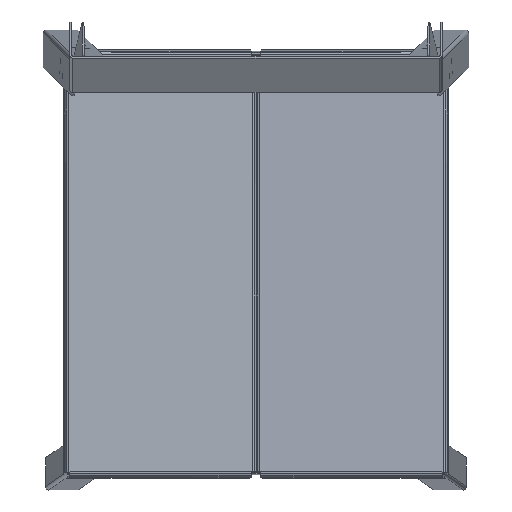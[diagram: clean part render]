
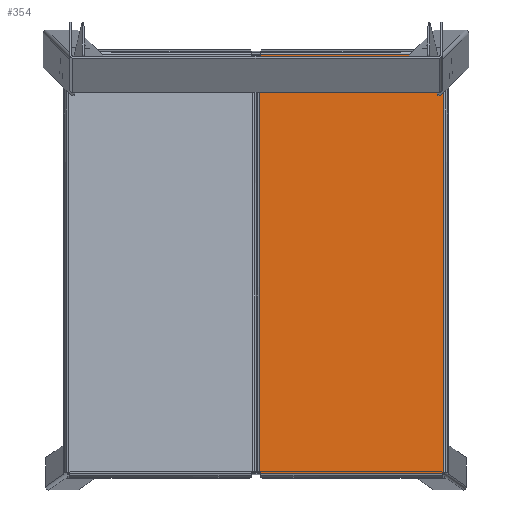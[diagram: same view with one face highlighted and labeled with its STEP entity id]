
A CAD part, top view. The second image highlights one B-rep face of the part: STEP entity #354.
In plain terms, the highlighted planar face has unit normal (-0.026, 0.052, 0.998).
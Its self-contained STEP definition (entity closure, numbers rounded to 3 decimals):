
#354=ADVANCED_FACE('',(#661),#4851,.T.);
#661=FACE_OUTER_BOUND('',#1048,.T.);
#1048=EDGE_LOOP('',(#2151,#2152,#2153,#2154,#2155,#2156,#2157,#2158));
#2151=ORIENTED_EDGE('',*,*,#3195,.F.);
#2152=ORIENTED_EDGE('',*,*,#3184,.F.);
#2153=ORIENTED_EDGE('',*,*,#3196,.F.);
#2154=ORIENTED_EDGE('',*,*,#3113,.F.);
#2155=ORIENTED_EDGE('',*,*,#3193,.F.);
#2156=ORIENTED_EDGE('',*,*,#3162,.F.);
#2157=ORIENTED_EDGE('',*,*,#3194,.F.);
#2158=ORIENTED_EDGE('',*,*,#3142,.F.);
#3113=EDGE_CURVE('',#4479,#4480,#4101,.T.);
#3142=EDGE_CURVE('',#4497,#4498,#4108,.T.);
#3162=EDGE_CURVE('',#4509,#4510,#4115,.T.);
#3184=EDGE_CURVE('',#4521,#4522,#4123,.T.);
#3193=EDGE_CURVE('',#4510,#4479,#3756,.T.);
#3194=EDGE_CURVE('',#4498,#4509,#3757,.T.);
#3195=EDGE_CURVE('',#4522,#4497,#3758,.T.);
#3196=EDGE_CURVE('',#4480,#4521,#3759,.T.);
#3756=B_SPLINE_CURVE_WITH_KNOTS('',3,(#9818,#9819,#9820,#9821,#9822,#9823,
#9824,#9825,#9826,#9827),.UNSPECIFIED.,.F.,.F.,(4,2,2,2,4),(1847.064,
1847.155,1848.284,1849.414,1849.751),
 .UNSPECIFIED.);
#3757=B_SPLINE_CURVE_WITH_KNOTS('',3,(#9828,#9829,#9830,#9831,#9832,#9833,
#9834,#9835),.UNSPECIFIED.,.F.,.F.,(4,2,2,4),(1372.722,1373.797,
1374.926,1375.017),.UNSPECIFIED.);
#3758=B_SPLINE_CURVE_WITH_KNOTS('',3,(#9836,#9837,#9838,#9839,#9840,#9841),
 .UNSPECIFIED.,.F.,.F.,(4,2,4),(1162.156,1162.991,1163.704),
 .UNSPECIFIED.);
#3759=B_SPLINE_CURVE_WITH_KNOTS('',3,(#9842,#9843,#9844,#9845,#9846,#9847,
#9848,#9849,#9850,#9851),.UNSPECIFIED.,.F.,.F.,(4,2,2,2,4),(688.248,
688.583,689.712,690.842,690.932),
 .UNSPECIFIED.);
#4101=(
BOUNDED_CURVE()
B_SPLINE_CURVE(1,(#9528,#9529),.UNSPECIFIED.,.F.,.F.)
B_SPLINE_CURVE_WITH_KNOTS((2,2),(-0.002,202.585),
 .UNSPECIFIED.)
CURVE()
GEOMETRIC_REPRESENTATION_ITEM()
RATIONAL_B_SPLINE_CURVE((1.,1.))
REPRESENTATION_ITEM('')
);
#4108=(
BOUNDED_CURVE()
B_SPLINE_CURVE(1,(#9620,#9621),.UNSPECIFIED.,.F.,.F.)
B_SPLINE_CURVE_WITH_KNOTS((2,2),(-0.029,202.857),
 .UNSPECIFIED.)
CURVE()
GEOMETRIC_REPRESENTATION_ITEM()
RATIONAL_B_SPLINE_CURVE((1.,1.))
REPRESENTATION_ITEM('')
);
#4115=(
BOUNDED_CURVE()
B_SPLINE_CURVE(1,(#9696,#9697),.UNSPECIFIED.,.F.,.F.)
B_SPLINE_CURVE_WITH_KNOTS((2,2),(-0.009,465.545),
 .UNSPECIFIED.)
CURVE()
GEOMETRIC_REPRESENTATION_ITEM()
RATIONAL_B_SPLINE_CURVE((1.,1.))
REPRESENTATION_ITEM('')
);
#4123=(
BOUNDED_CURVE()
B_SPLINE_CURVE(1,(#9788,#9789),.UNSPECIFIED.,.F.,.F.)
B_SPLINE_CURVE_WITH_KNOTS((2,2),(-0.017,465.32),
 .UNSPECIFIED.)
CURVE()
GEOMETRIC_REPRESENTATION_ITEM()
RATIONAL_B_SPLINE_CURVE((1.,1.))
REPRESENTATION_ITEM('')
);
#4479=VERTEX_POINT('',#9420);
#4480=VERTEX_POINT('',#9421);
#4497=VERTEX_POINT('',#9438);
#4498=VERTEX_POINT('',#9439);
#4509=VERTEX_POINT('',#9450);
#4510=VERTEX_POINT('',#9451);
#4521=VERTEX_POINT('',#9462);
#4522=VERTEX_POINT('',#9463);
#4851=PLANE('',#5236);
#5236=AXIS2_PLACEMENT_3D('',#9296,#5460,$);
#5460=DIRECTION('',(-0.026,0.052,0.998));
#9296=CARTESIAN_POINT('',(-1702.13,-39.883,449.644));
#9420=CARTESIAN_POINT('',(-1694.746,437.058,424.842));
#9421=CARTESIAN_POINT('',(-1492.23,436.778,430.182));
#9438=CARTESIAN_POINT('',(-1491.954,-31.11,454.711));
#9439=CARTESIAN_POINT('',(-1694.77,-31.295,449.387));
#9450=CARTESIAN_POINT('',(-1696.426,-29.79,449.265));
#9451=CARTESIAN_POINT('',(-1696.426,435.125,424.899));
#9462=CARTESIAN_POINT('',(-1490.56,434.842,430.328));
#9463=CARTESIAN_POINT('',(-1490.561,-29.857,454.682));
#9528=CARTESIAN_POINT('',(-1694.746,437.058,424.842));
#9529=CARTESIAN_POINT('',(-1492.23,436.778,430.182));
#9620=CARTESIAN_POINT('',(-1491.954,-31.11,454.711));
#9621=CARTESIAN_POINT('',(-1694.77,-31.295,449.387));
#9696=CARTESIAN_POINT('',(-1696.426,-29.79,449.265));
#9697=CARTESIAN_POINT('',(-1696.426,435.125,424.899));
#9788=CARTESIAN_POINT('',(-1490.56,434.842,430.328));
#9789=CARTESIAN_POINT('',(-1490.561,-29.857,454.682));
#9818=CARTESIAN_POINT('',(-1696.426,435.125,424.899));
#9819=CARTESIAN_POINT('',(-1696.393,435.126,424.9));
#9820=CARTESIAN_POINT('',(-1696.36,435.128,424.901));
#9821=CARTESIAN_POINT('',(-1695.912,435.162,424.911));
#9822=CARTESIAN_POINT('',(-1695.526,435.274,424.915));
#9823=CARTESIAN_POINT('',(-1694.907,435.889,424.899));
#9824=CARTESIAN_POINT('',(-1694.793,436.275,424.882));
#9825=CARTESIAN_POINT('',(-1694.75,436.812,424.855));
#9826=CARTESIAN_POINT('',(-1694.747,436.935,424.849));
#9827=CARTESIAN_POINT('',(-1694.746,437.058,424.842));
#9828=CARTESIAN_POINT('',(-1694.77,-31.295,449.387));
#9829=CARTESIAN_POINT('',(-1694.808,-30.904,449.366));
#9830=CARTESIAN_POINT('',(-1694.925,-30.541,449.343));
#9831=CARTESIAN_POINT('',(-1695.526,-29.94,449.296));
#9832=CARTESIAN_POINT('',(-1695.913,-29.827,449.28));
#9833=CARTESIAN_POINT('',(-1696.36,-29.794,449.267));
#9834=CARTESIAN_POINT('',(-1696.393,-29.792,449.266));
#9835=CARTESIAN_POINT('',(-1696.426,-29.79,449.265));
#9836=CARTESIAN_POINT('',(-1490.561,-29.857,454.682));
#9837=CARTESIAN_POINT('',(-1490.932,-29.887,454.673));
#9838=CARTESIAN_POINT('',(-1491.281,-29.99,454.67));
#9839=CARTESIAN_POINT('',(-1491.8,-30.509,454.683));
#9840=CARTESIAN_POINT('',(-1491.909,-30.799,454.696));
#9841=CARTESIAN_POINT('',(-1491.954,-31.11,454.711));
#9842=CARTESIAN_POINT('',(-1492.23,436.778,430.182));
#9843=CARTESIAN_POINT('',(-1492.229,436.655,430.189));
#9844=CARTESIAN_POINT('',(-1492.226,436.533,430.195));
#9845=CARTESIAN_POINT('',(-1492.187,435.997,430.225));
#9846=CARTESIAN_POINT('',(-1492.075,435.611,430.248));
#9847=CARTESIAN_POINT('',(-1491.459,434.994,430.296));
#9848=CARTESIAN_POINT('',(-1491.074,434.88,430.312));
#9849=CARTESIAN_POINT('',(-1490.627,434.846,430.326));
#9850=CARTESIAN_POINT('',(-1490.594,434.844,430.327));
#9851=CARTESIAN_POINT('',(-1490.56,434.842,430.328));
